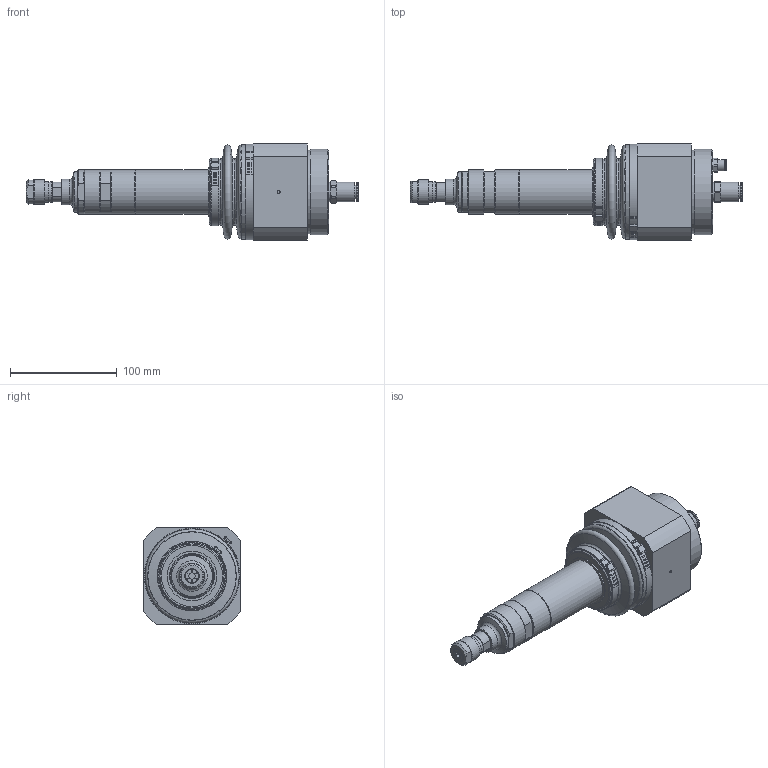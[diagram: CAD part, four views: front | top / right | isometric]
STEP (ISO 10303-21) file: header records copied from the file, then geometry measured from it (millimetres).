
FILE_DESCRIPTION(/* description */ ('ESR 5'),/* implementation_level */ '2;1');
FILE_NAME(/* name */ 'ESR 5_60051105.stp',/* time_stamp */ '2024-11-19T09:56:57+01:00',/* author */ ('rmorof'),/* organization */ (''),/* preprocessor_version */ 'ST-DEVELOPER v20',/* originating_system */ 'Autodesk Inventor 2024',/* authorisation */ '');
FILE_SCHEMA (('AUTOMOTIVE_DESIGN { 1 0 10303 214 3 1 1 }'));
Length unit declared in the file: millimetre
Products named in the file (1): 60051105
Bounding box: 310.47 x 90 x 90 mm (x, y, z)
Volume: 1127358.3 mm3; surface area: 224243.2 mm2
Topology: 5 solids, 7 shells, 953 faces, 2601 edges, 1694 vertices
Faces by surface type: cylinder 436, plane 342, cone 117, torus 57, sphere 1
Full cylindrical faces by diameter (mm): 2.5 x1, 4.917 x4, 5.999 x2, 6 x5, 6.1 x1, 7.2 x1, 8.382 x1, 8.565 x1, 8.566 x2, 9.525 x1, 9.9 x1, 10.5 x1, 10.6 x1, 11.445 x3, 12 x1, 13.2 x2, 15 x1, 15.1 x1, 17.917 x1, 18 x1, 18.5 x2, 18.98 x1, 19 x3, 19.2 x1, 19.5 x1, 20.3 x1, 23 x1, 24 x1, 28 x1, 29 x1
Entity records: 32843 total; most frequent: CARTESIAN_POINT 6975, DIRECTION 5587, ORIENTED_EDGE 5184, EDGE_CURVE 2592, AXIS2_PLACEMENT_3D 2357, VERTEX_POINT 1694, CIRCLE 1403, EDGE_LOOP 1074
